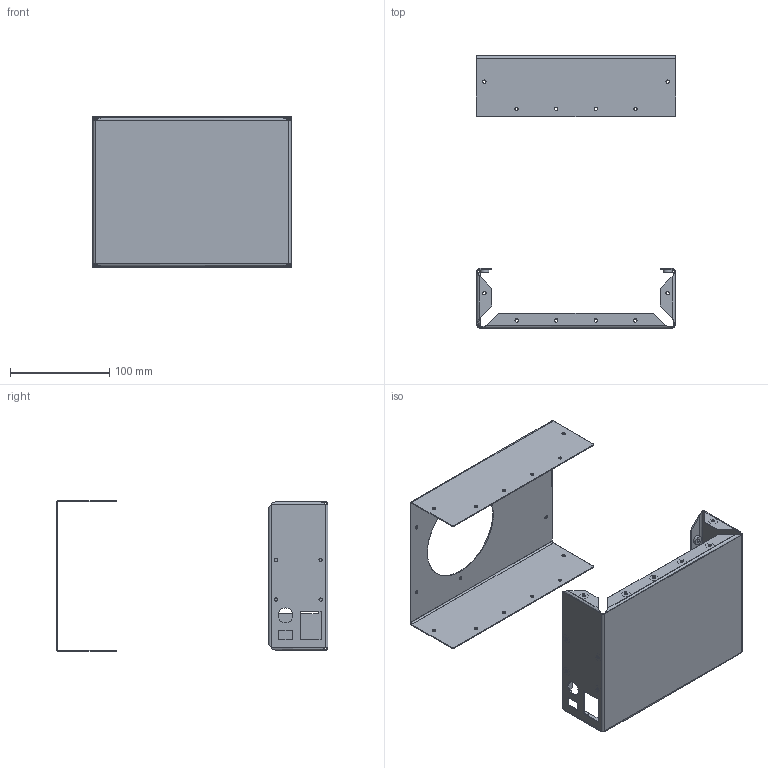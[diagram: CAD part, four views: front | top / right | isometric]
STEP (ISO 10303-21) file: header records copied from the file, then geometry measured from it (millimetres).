
FILE_DESCRIPTION (( 'STEP AP203' ), '1' );
FILE_NAME ('Ensamblaje_v5.STEP', '2020-06-08T20:30:32', ( '' ), ( '' ), 'SwSTEP 2.0', 'SolidWorks 2015', '' );
FILE_SCHEMA (( 'CONFIG_CONTROL_DESIGN' ));
Length unit declared in the file: millimetre
Products named in the file (3): Ensamblaje_v5; base_v5; tapa_v5
Assembly tree (2 placements, depth 2):
  Ensamblaje_v5
    base_v5
    tapa_v5
Bounding box: 202 x 274.7 x 152 mm (x, y, z)
Volume: 103203.1 mm3; surface area: 207454.9 mm2
Topology: 22 solids, 22 shells, 332 faces, 768 edges, 480 vertices
Faces by surface type: cylinder 188, plane 128, bspline 16
Entity records: 10793 total; most frequent: CARTESIAN_POINT 2545, DIRECTION 1722, ORIENTED_EDGE 1536, EDGE_CURVE 768, AXIS2_PLACEMENT_3D 665, VERTEX_POINT 480, EDGE_LOOP 458, VECTOR 392
